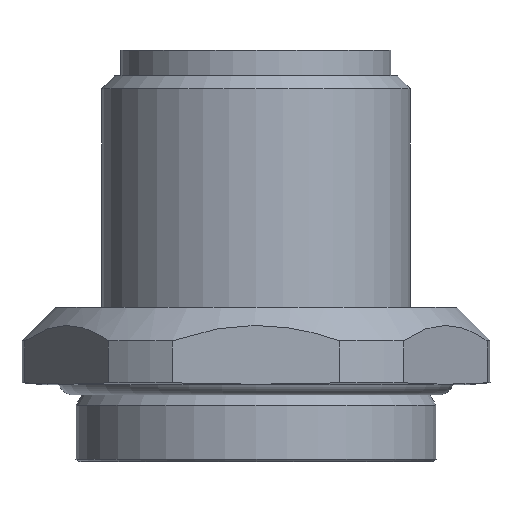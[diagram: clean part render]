
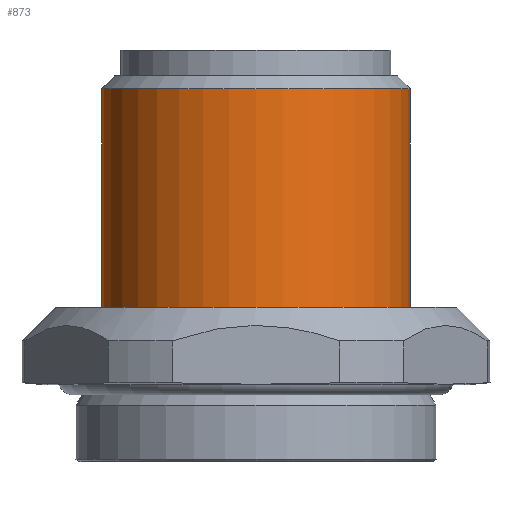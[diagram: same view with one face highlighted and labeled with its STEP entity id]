
A CAD part, left-side view. The second image highlights one B-rep face of the part: STEP entity #873.
In plain terms, the highlighted cylindrical face has radius 6 mm (diameter 12 mm), a partial arc.
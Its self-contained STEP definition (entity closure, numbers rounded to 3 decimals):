
#821=AXIS2_PLACEMENT_3D('Circle Axis2P3D',#819,#820,$) ;
#834=AXIS2_PLACEMENT_3D('Cylinder Axis2P3D',#831,#832,#833) ;
#864=AXIS2_PLACEMENT_3D('Circle Axis2P3D',#862,#863,$) ;
#792=CARTESIAN_POINT('Vertex',(8.5,3.1,14.5)) ;
#799=CARTESIAN_POINT('Vertex',(8.5,15.1,14.5)) ;
#819=CARTESIAN_POINT('Axis2P3D Location',(8.5,9.1,14.5)) ;
#831=CARTESIAN_POINT('Axis2P3D Location',(8.5,9.1,8.)) ;
#836=CARTESIAN_POINT('Line Origine',(8.5,3.1,10.25)) ;
#840=CARTESIAN_POINT('Vertex',(8.5,3.1,6.)) ;
#847=CARTESIAN_POINT('Vertex',(8.5,15.1,6.)) ;
#850=CARTESIAN_POINT('Line Origine',(8.5,15.1,10.25)) ;
#862=CARTESIAN_POINT('Axis2P3D Location',(8.5,9.1,6.)) ;
#820=DIRECTION('Axis2P3D Direction',(0.,0.,-1.)) ;
#832=DIRECTION('Axis2P3D Direction',(0.,0.,1.)) ;
#833=DIRECTION('Axis2P3D XDirection',(0.,-1.,-0.)) ;
#837=DIRECTION('Vector Direction',(0.,0.,1.)) ;
#851=DIRECTION('Vector Direction',(0.,0.,1.)) ;
#863=DIRECTION('Axis2P3D Direction',(0.,0.,1.)) ;
#838=VECTOR('Line Direction',#837,1.) ;
#852=VECTOR('Line Direction',#851,1.) ;
#868=ORIENTED_EDGE('',*,*,#823,.F.) ;
#869=ORIENTED_EDGE('',*,*,#854,.T.) ;
#870=ORIENTED_EDGE('',*,*,#866,.T.) ;
#871=ORIENTED_EDGE('',*,*,#842,.F.) ;
#873=ADVANCED_FACE('K\X2\00F6\X0\rper.2',(#872),#835,.T.) ;
#822=CIRCLE('generated circle',#821,6.) ;
#865=CIRCLE('generated circle',#864,6.) ;
#835=CYLINDRICAL_SURFACE('generated cylinder',#834,6.) ;
#823=EDGE_CURVE('',#800,#793,#822,.F.) ;
#842=EDGE_CURVE('',#793,#841,#839,.F.) ;
#854=EDGE_CURVE('',#800,#848,#853,.F.) ;
#866=EDGE_CURVE('',#848,#841,#865,.T.) ;
#867=EDGE_LOOP('',(#868,#869,#870,#871)) ;
#872=FACE_OUTER_BOUND('',#867,.T.) ;
#839=LINE('Line',#836,#838) ;
#853=LINE('Line',#850,#852) ;
#793=VERTEX_POINT('',#792) ;
#800=VERTEX_POINT('',#799) ;
#841=VERTEX_POINT('',#840) ;
#848=VERTEX_POINT('',#847) ;
